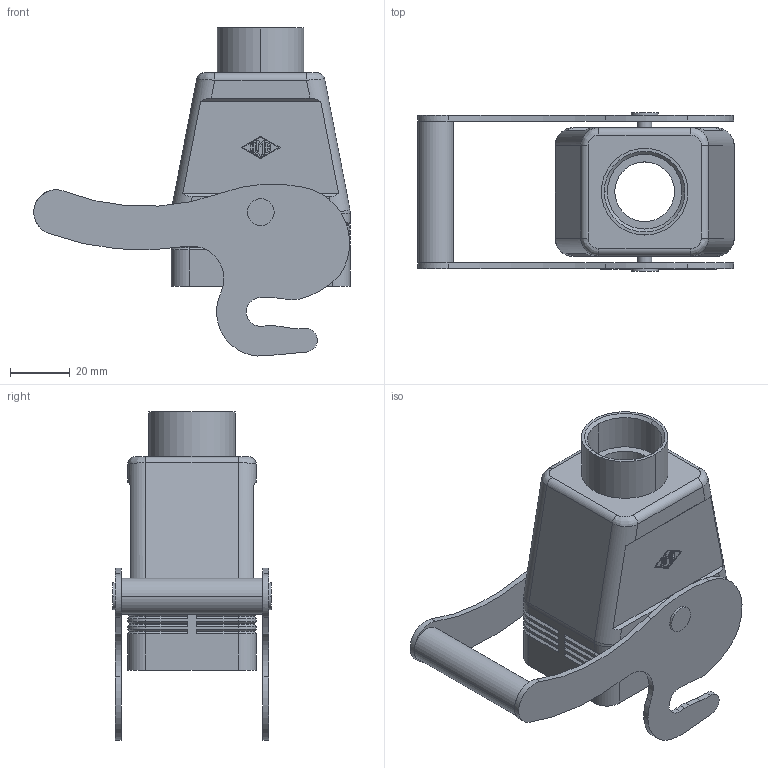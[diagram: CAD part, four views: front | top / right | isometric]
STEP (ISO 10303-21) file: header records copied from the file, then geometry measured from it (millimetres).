
FILE_DESCRIPTION(('Creo Elements/Direct Modeling STEP Export'),'2;1');
FILE_NAME('0lndrp33on85bgo4192','2015-01-14T16:21:28',(''),(''),'Creo Elements/Direct Modeling STEP processor for AP214 (Solid Model)','Creo Elements/Direct Modeling 18.1F 24-Jul-2014 (C) Parametric Technology GmbH','');
FILE_SCHEMA(('AUTOMOTIVE_DESIGN { 1 0 10303 214 1 1 1 1 }'));
Length unit declared in the file: millimetre
Products named in the file (1): MAV_06_YX25
Bounding box: 106 x 53.2 x 109.86 mm (x, y, z)
Volume: 74655.1 mm3; surface area: 45100.7 mm2
Topology: 1 solids, 1 shells, 374 faces, 896 edges, 540 vertices
Faces by surface type: plane 190, cylinder 134, cone 42, sphere 4, bspline 4
Entity records: 11061 total; most frequent: CARTESIAN_POINT 2400, DIRECTION 1826, ORIENTED_EDGE 1776, EDGE_CURVE 888, AXIS2_PLACEMENT_3D 614, VECTOR 598, LINE 598, VERTEX_POINT 540
